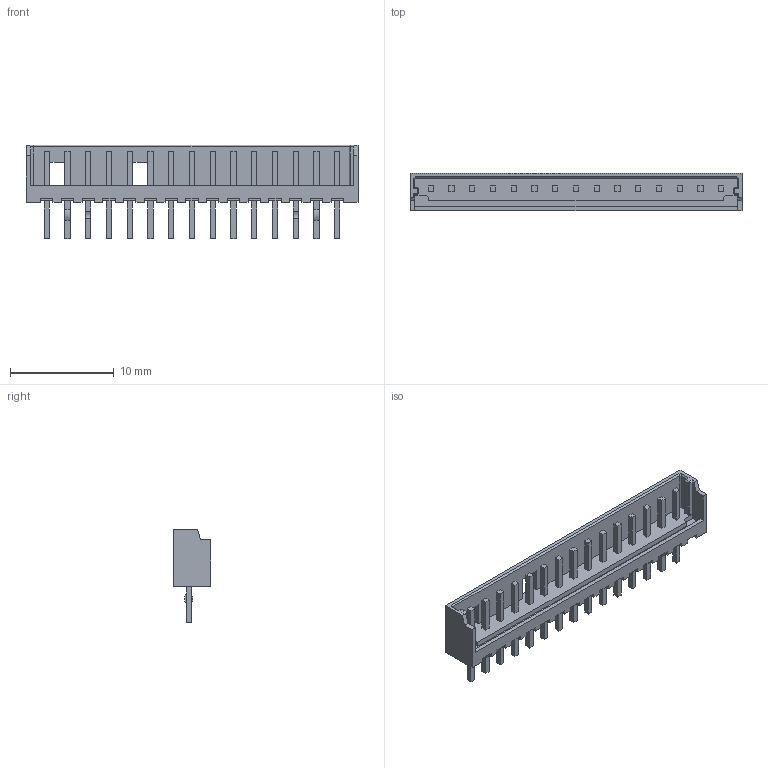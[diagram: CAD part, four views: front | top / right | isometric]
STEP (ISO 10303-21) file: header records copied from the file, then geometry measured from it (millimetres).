
FILE_DESCRIPTION(('FreeCAD Model'),'2;1');
FILE_NAME('Molex_Micro-Latch_15x2.00mm_Straight.stp','2016-04-02T15:22:26',( 'Author'),(''),'Open CASCADE STEP processor 6.8','FreeCAD','Unknown' );
FILE_SCHEMA(('AUTOMOTIVE_DESIGN_CC2 { 1 2 10303 214 -1 1 5 4 }'));
Length unit declared in the file: millimetre
Products named in the file (1): 532531570
Bounding box: 32 x 3.65 x 9 mm (x, y, z)
Volume: 255.1 mm3; surface area: 914 mm2
Topology: 1 solids, 1 shells, 347 faces, 935 edges, 618 vertices
Faces by surface type: plane 339, cylinder 8
Entity records: 23549 total; most frequent: CARTESIAN_POINT 4587, DIRECTION 3477, LINE 2741, VECTOR 2741, ORIENTED_EDGE 1870, PCURVE 1870, DEFINITIONAL_REPRESENTATION 1870, EDGE_CURVE 935
